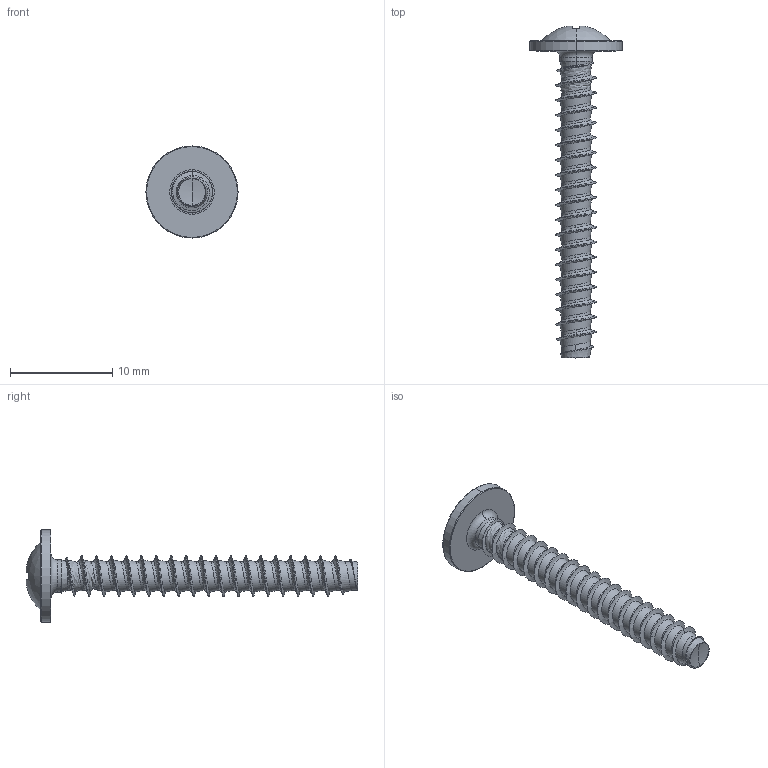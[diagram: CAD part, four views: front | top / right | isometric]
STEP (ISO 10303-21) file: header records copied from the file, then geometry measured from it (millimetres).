
FILE_DESCRIPTION (( 'STEP AP203' ), '1' );
FILE_NAME ('STP310400300.STEP', '2017-08-15T13:19:29', ( '' ), ( '' ), 'SwSTEP 2.0', 'SolidWorks 2015', '' );
FILE_SCHEMA (( 'CONFIG_CONTROL_DESIGN' ));
Length unit declared in the file: millimetre
Products named in the file (1): STP310400300
Bounding box: 9 x 32.44 x 9 mm (x, y, z)
Volume: 306.7 mm3; surface area: 612.3 mm2
Topology: 1 solids, 1 shells, 207 faces, 488 edges, 284 vertices
Faces by surface type: cylinder 66, bspline 51, torus 30, sphere 28, plane 23, cone 9
Entity records: 36551 total; most frequent: CARTESIAN_POINT 32235, ORIENTED_EDGE 972, DIRECTION 803, EDGE_CURVE 486, AXIS2_PLACEMENT_3D 352, VERTEX_POINT 284, EDGE_LOOP 210, ADVANCED_FACE 207
